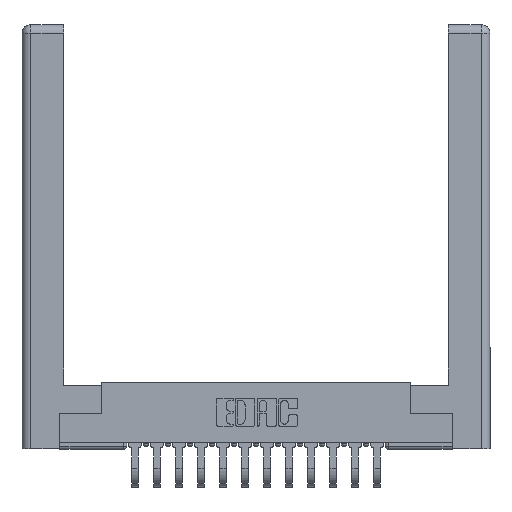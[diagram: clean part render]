
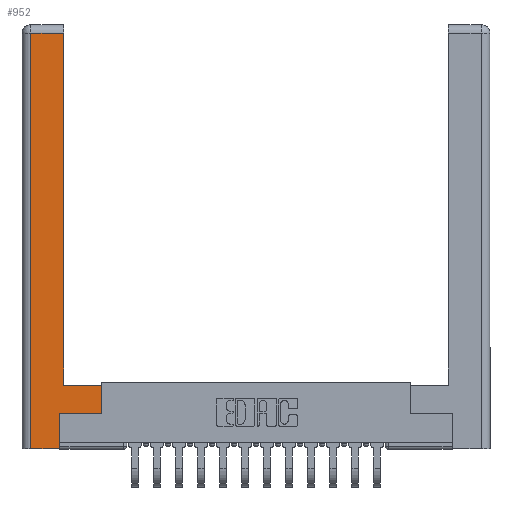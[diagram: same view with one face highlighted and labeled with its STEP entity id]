
A CAD part, top view. The second image highlights one B-rep face of the part: STEP entity #952.
In plain terms, the highlighted planar face has unit normal (0, 0, 1).
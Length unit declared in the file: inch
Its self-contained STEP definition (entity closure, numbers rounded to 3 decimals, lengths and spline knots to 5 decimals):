
#62 = ORIENTED_EDGE ( 'NONE', *, *, #8620, .T. ) ;
#555 = ORIENTED_EDGE ( 'NONE', *, *, #2063, .T. ) ;
#735 = LINE ( 'NONE', #5910, #10590 ) ;
#814 = VECTOR ( 'NONE', #13844, 39.37008 ) ;
#898 = LINE ( 'NONE', #11264, #7040 ) ;
#952 = ADVANCED_FACE ( 'NONE', ( #8058 ), #15455, .F. ) ;
#1094 = CARTESIAN_POINT ( 'NONE',  ( 0.565, 0.245, 0. ) ) ;
#1642 = CARTESIAN_POINT ( 'NONE',  ( 0.295, 3., 0. ) ) ;
#1800 = CARTESIAN_POINT ( 'NONE',  ( 0.0615, 0., 0. ) ) ;
#2063 = EDGE_CURVE ( 'NONE', #10747, #6994, #735, .T. ) ;
#2251 = VERTEX_POINT ( 'NONE', #11145 ) ;
#2771 = ORIENTED_EDGE ( 'NONE', *, *, #12900, .T. ) ;
#2783 = VECTOR ( 'NONE', #3491, 39.37008 ) ;
#2830 = LINE ( 'NONE', #9552, #2783 ) ;
#3115 = EDGE_CURVE ( 'NONE', #15126, #3814, #5890, .T. ) ;
#3358 = DIRECTION ( 'NONE',  ( 1., 0., 0. ) ) ;
#3491 = DIRECTION ( 'NONE',  ( -1., 0., 0. ) ) ;
#3774 = VECTOR ( 'NONE', #3358, 39.37008 ) ;
#3814 = VERTEX_POINT ( 'NONE', #12173 ) ;
#4722 = CARTESIAN_POINT ( 'NONE',  ( 0.295, 0.45, 0. ) ) ;
#4741 = CARTESIAN_POINT ( 'NONE',  ( 0.265, 0., 0. ) ) ;
#4814 = CARTESIAN_POINT ( 'NONE',  ( 0.565, 0.245, 0. ) ) ;
#5299 = ORIENTED_EDGE ( 'NONE', *, *, #14226, .T. ) ;
#5692 = CARTESIAN_POINT ( 'NONE',  ( 0.265, 0.245, 0. ) ) ;
#5793 = CARTESIAN_POINT ( 'NONE',  ( 0.295, 2.94, 0. ) ) ;
#5890 = LINE ( 'NONE', #1800, #15760 ) ;
#5910 = CARTESIAN_POINT ( 'NONE',  ( 0.565, 0.45, 0. ) ) ;
#6135 = ORIENTED_EDGE ( 'NONE', *, *, #7639, .T. ) ;
#6661 = EDGE_LOOP ( 'NONE', ( #5299, #6668, #9903, #2771, #6925, #62, #555, #6135 ) ) ;
#6668 = ORIENTED_EDGE ( 'NONE', *, *, #9504, .T. ) ;
#6925 = ORIENTED_EDGE ( 'NONE', *, *, #13360, .T. ) ;
#6994 = VERTEX_POINT ( 'NONE', #9657 ) ;
#7040 = VECTOR ( 'NONE', #15245, 39.37008 ) ;
#7639 = EDGE_CURVE ( 'NONE', #6994, #11603, #2830, .T. ) ;
#8058 = FACE_OUTER_BOUND ( 'NONE', #6661, .T. ) ;
#8193 = DIRECTION ( 'NONE',  ( 0., 1., 0. ) ) ;
#8620 = EDGE_CURVE ( 'NONE', #2251, #10747, #12450, .T. ) ;
#9017 = CARTESIAN_POINT ( 'NONE',  ( 0., 0., 0. ) ) ;
#9096 = DIRECTION ( 'NONE',  ( 0., 0., -1. ) ) ;
#9504 = EDGE_CURVE ( 'NONE', #15919, #15126, #9935, .T. ) ;
#9528 = LINE ( 'NONE', #5692, #14687 ) ;
#9552 = CARTESIAN_POINT ( 'NONE',  ( 0.295, 0.45, 0. ) ) ;
#9657 = CARTESIAN_POINT ( 'NONE',  ( 0.565, 0.45, 0. ) ) ;
#9850 = CARTESIAN_POINT ( 'NONE',  ( 0.0615, 2.94, 0. ) ) ;
#9903 = ORIENTED_EDGE ( 'NONE', *, *, #3115, .T. ) ;
#9935 = LINE ( 'NONE', #9850, #814 ) ;
#9961 = VERTEX_POINT ( 'NONE', #4741 ) ;
#10083 = AXIS2_PLACEMENT_3D ( 'NONE', #9017, #9096, #11648 ) ;
#10590 = VECTOR ( 'NONE', #11090, 39.37008 ) ;
#10747 = VERTEX_POINT ( 'NONE', #1094 ) ;
#10863 = CARTESIAN_POINT ( 'NONE',  ( 0.0615, 2.94, 0. ) ) ;
#11090 = DIRECTION ( 'NONE',  ( 0., 1., 0. ) ) ;
#11145 = CARTESIAN_POINT ( 'NONE',  ( 0.265, 0.245, 0. ) ) ;
#11264 = CARTESIAN_POINT ( 'NONE',  ( 0.265, 0., 0. ) ) ;
#11603 = VERTEX_POINT ( 'NONE', #4722 ) ;
#11648 = DIRECTION ( 'NONE',  ( -1., 0., 0. ) ) ;
#12107 = LINE ( 'NONE', #1642, #15219 ) ;
#12173 = CARTESIAN_POINT ( 'NONE',  ( 0.0615, 0., 0. ) ) ;
#12450 = LINE ( 'NONE', #4814, #3774 ) ;
#12900 = EDGE_CURVE ( 'NONE', #3814, #9961, #898, .T. ) ;
#13360 = EDGE_CURVE ( 'NONE', #9961, #2251, #9528, .T. ) ;
#13844 = DIRECTION ( 'NONE',  ( -1., 0., 0. ) ) ;
#14226 = EDGE_CURVE ( 'NONE', #11603, #15919, #12107, .T. ) ;
#14687 = VECTOR ( 'NONE', #14949, 39.37008 ) ;
#14949 = DIRECTION ( 'NONE',  ( 0., 1., 0. ) ) ;
#15126 = VERTEX_POINT ( 'NONE', #10863 ) ;
#15219 = VECTOR ( 'NONE', #8193, 39.37008 ) ;
#15245 = DIRECTION ( 'NONE',  ( 1., 0., 0. ) ) ;
#15455 = PLANE ( 'NONE',  #10083 ) ;
#15760 = VECTOR ( 'NONE', #16161, 39.37008 ) ;
#15919 = VERTEX_POINT ( 'NONE', #5793 ) ;
#16161 = DIRECTION ( 'NONE',  ( 0., -1., 0. ) ) ;
